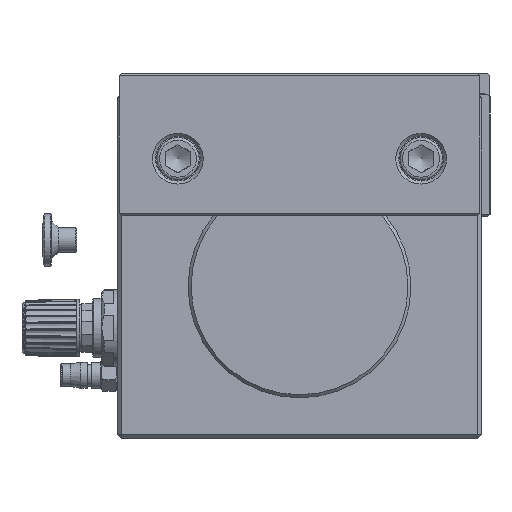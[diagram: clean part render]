
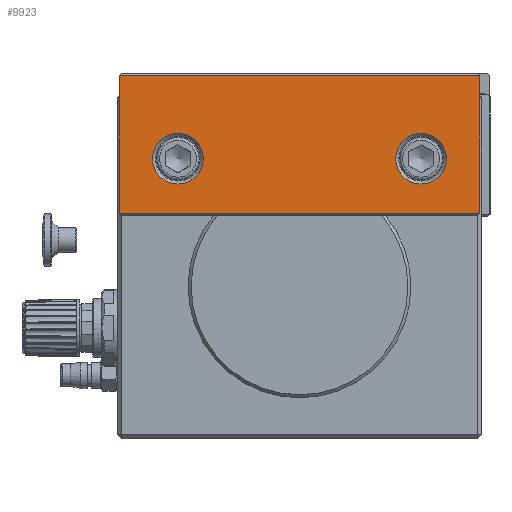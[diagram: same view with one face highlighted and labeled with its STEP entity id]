
A CAD part, front view. The second image highlights one B-rep face of the part: STEP entity #9923.
In plain terms, the highlighted face is planar.
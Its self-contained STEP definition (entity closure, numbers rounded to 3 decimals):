
#678=FACE_BOUND('',#2154,.T.);
#679=FACE_BOUND('',#2155,.T.);
#961=PLANE('',#11097);
#1519=FACE_OUTER_BOUND('',#2153,.T.);
#2153=EDGE_LOOP('',(#9051,#9052,#9053,#9054));
#2154=EDGE_LOOP('',(#9055));
#2155=EDGE_LOOP('',(#9056));
#2848=LINE('',#20458,#3554);
#2849=LINE('',#20460,#3555);
#2850=LINE('',#20462,#3556);
#2851=LINE('',#20463,#3557);
#3554=VECTOR('',#13595,10.);
#3555=VECTOR('',#13596,10.);
#3556=VECTOR('',#13597,10.);
#3557=VECTOR('',#13598,10.);
#4077=CIRCLE('',#11094,12.5);
#4080=CIRCLE('',#11098,12.5);
#4959=VERTEX_POINT('',#20448);
#4962=VERTEX_POINT('',#20456);
#4963=VERTEX_POINT('',#20457);
#4964=VERTEX_POINT('',#20459);
#4965=VERTEX_POINT('',#20461);
#4966=VERTEX_POINT('',#20464);
#6336=EDGE_CURVE('',#4959,#4959,#4077,.T.);
#6340=EDGE_CURVE('',#4962,#4963,#2848,.T.);
#6341=EDGE_CURVE('',#4964,#4962,#2849,.T.);
#6342=EDGE_CURVE('',#4965,#4964,#2850,.T.);
#6343=EDGE_CURVE('',#4963,#4965,#2851,.T.);
#6344=EDGE_CURVE('',#4966,#4966,#4080,.T.);
#9051=ORIENTED_EDGE('',*,*,#6340,.F.);
#9052=ORIENTED_EDGE('',*,*,#6341,.F.);
#9053=ORIENTED_EDGE('',*,*,#6342,.F.);
#9054=ORIENTED_EDGE('',*,*,#6343,.F.);
#9055=ORIENTED_EDGE('',*,*,#6344,.F.);
#9056=ORIENTED_EDGE('',*,*,#6336,.F.);
#9923=ADVANCED_FACE('',(#1519,#678,#679),#961,.T.);
#11094=AXIS2_PLACEMENT_3D('',#20449,#13586,#13587);
#11097=AXIS2_PLACEMENT_3D('',#20455,#13593,#13594);
#11098=AXIS2_PLACEMENT_3D('',#20465,#13599,#13600);
#13586=DIRECTION('center_axis',(1.,0.,0.));
#13587=DIRECTION('ref_axis',(0.,-1.,0.));
#13593=DIRECTION('center_axis',(1.,0.,0.));
#13594=DIRECTION('ref_axis',(0.,0.,-1.));
#13595=DIRECTION('',(0.,1.,0.));
#13596=DIRECTION('',(0.,0.,1.));
#13597=DIRECTION('',(0.,-1.,0.));
#13598=DIRECTION('',(0.,0.,-1.));
#13599=DIRECTION('center_axis',(1.,0.,0.));
#13600=DIRECTION('ref_axis',(0.,-1.,0.));
#20448=CARTESIAN_POINT('',(0.,72.5,0.));
#20449=CARTESIAN_POINT('Origin',(0.,60.,0.));
#20455=CARTESIAN_POINT('Origin',(0.,0.,7.));
#20456=CARTESIAN_POINT('',(0.,-89.,41.));
#20457=CARTESIAN_POINT('',(0.,89.,41.));
#20458=CARTESIAN_POINT('',(0.,44.5,41.));
#20459=CARTESIAN_POINT('',(0.,-89.,-27.));
#20460=CARTESIAN_POINT('',(0.,-89.,-28.));
#20461=CARTESIAN_POINT('',(0.,89.,-27.));
#20462=CARTESIAN_POINT('',(0.,-44.5,-27.));
#20463=CARTESIAN_POINT('',(0.,89.,42.));
#20464=CARTESIAN_POINT('',(0.,-47.5,0.));
#20465=CARTESIAN_POINT('Origin',(0.,-60.,0.));
